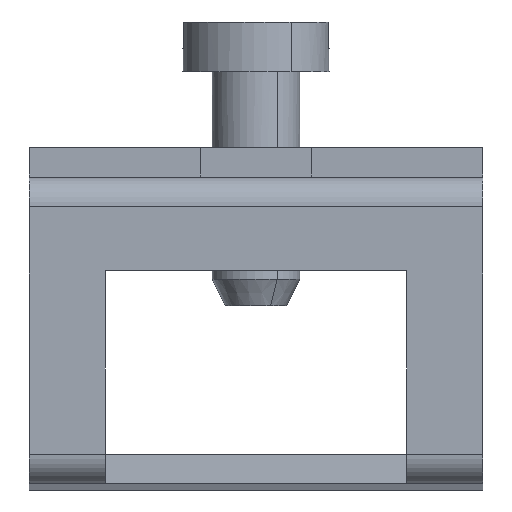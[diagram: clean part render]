
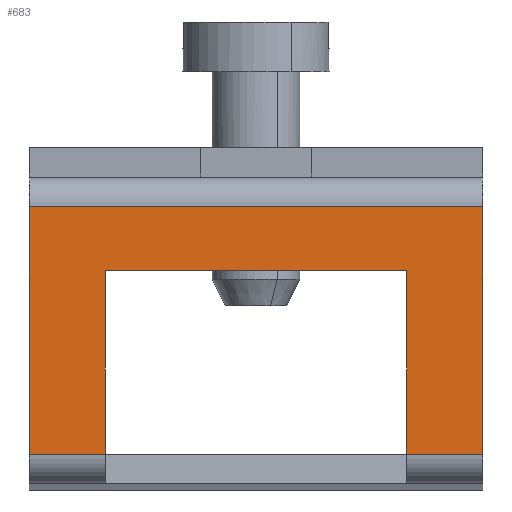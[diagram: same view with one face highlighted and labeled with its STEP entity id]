
A CAD part, left-side view. The second image highlights one B-rep face of the part: STEP entity #683.
In plain terms, the highlighted planar face has unit normal (-1, 0, 0).
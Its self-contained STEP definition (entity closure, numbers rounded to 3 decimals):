
#624=AXIS2_PLACEMENT_3D('Plane Axis2P3D',#621,#622,#623) ;
#364=CARTESIAN_POINT('Vertex',(0.,15.5,9.679)) ;
#367=CARTESIAN_POINT('Line Origine',(0.,7.75,9.679)) ;
#371=CARTESIAN_POINT('Vertex',(0.,0.,9.679)) ;
#621=CARTESIAN_POINT('Axis2P3D Location',(0.,7.75,1.211)) ;
#626=CARTESIAN_POINT('Line Origine',(0.,15.5,5.45)) ;
#630=CARTESIAN_POINT('Vertex',(0.,15.5,1.219)) ;
#633=CARTESIAN_POINT('Line Origine',(0.,7.75,1.219)) ;
#637=CARTESIAN_POINT('Vertex',(0.,12.9,1.219)) ;
#640=CARTESIAN_POINT('Line Origine',(0.,12.9,5.45)) ;
#644=CARTESIAN_POINT('Vertex',(0.,12.9,7.5)) ;
#647=CARTESIAN_POINT('Line Origine',(0.,7.75,7.5)) ;
#651=CARTESIAN_POINT('Vertex',(0.,2.6,7.5)) ;
#654=CARTESIAN_POINT('Line Origine',(0.,2.6,5.45)) ;
#658=CARTESIAN_POINT('Vertex',(0.,2.6,1.219)) ;
#661=CARTESIAN_POINT('Line Origine',(0.,7.75,1.219)) ;
#665=CARTESIAN_POINT('Vertex',(0.,0.,1.219)) ;
#668=CARTESIAN_POINT('Line Origine',(0.,0.,5.45)) ;
#368=DIRECTION('Vector Direction',(0.,-1.,0.)) ;
#622=DIRECTION('Axis2P3D Direction',(-1.,0.,0.)) ;
#623=DIRECTION('Axis2P3D XDirection',(0.,-1.,0.)) ;
#627=DIRECTION('Vector Direction',(0.,0.,1.)) ;
#634=DIRECTION('Vector Direction',(0.,-1.,0.)) ;
#641=DIRECTION('Vector Direction',(0.,0.,1.)) ;
#648=DIRECTION('Vector Direction',(0.,-1.,0.)) ;
#655=DIRECTION('Vector Direction',(0.,0.,1.)) ;
#662=DIRECTION('Vector Direction',(0.,-1.,0.)) ;
#669=DIRECTION('Vector Direction',(0.,0.,1.)) ;
#369=VECTOR('Line Direction',#368,1.) ;
#628=VECTOR('Line Direction',#627,1.) ;
#635=VECTOR('Line Direction',#634,1.) ;
#642=VECTOR('Line Direction',#641,1.) ;
#649=VECTOR('Line Direction',#648,1.) ;
#656=VECTOR('Line Direction',#655,1.) ;
#663=VECTOR('Line Direction',#662,1.) ;
#670=VECTOR('Line Direction',#669,1.) ;
#674=ORIENTED_EDGE('',*,*,#632,.F.) ;
#675=ORIENTED_EDGE('',*,*,#639,.T.) ;
#676=ORIENTED_EDGE('',*,*,#646,.T.) ;
#677=ORIENTED_EDGE('',*,*,#653,.T.) ;
#678=ORIENTED_EDGE('',*,*,#660,.F.) ;
#679=ORIENTED_EDGE('',*,*,#667,.T.) ;
#680=ORIENTED_EDGE('',*,*,#672,.F.) ;
#681=ORIENTED_EDGE('',*,*,#373,.T.) ;
#683=ADVANCED_FACE('V1',(#682),#625,.T.) ;
#373=EDGE_CURVE('',#372,#365,#370,.F.) ;
#632=EDGE_CURVE('',#631,#365,#629,.T.) ;
#639=EDGE_CURVE('',#631,#638,#636,.T.) ;
#646=EDGE_CURVE('',#638,#645,#643,.T.) ;
#653=EDGE_CURVE('',#645,#652,#650,.T.) ;
#660=EDGE_CURVE('',#659,#652,#657,.T.) ;
#667=EDGE_CURVE('',#659,#666,#664,.T.) ;
#672=EDGE_CURVE('',#372,#666,#671,.F.) ;
#673=EDGE_LOOP('',(#674,#675,#676,#677,#678,#679,#680,#681)) ;
#682=FACE_OUTER_BOUND('',#673,.T.) ;
#370=LINE('Line',#367,#369) ;
#629=LINE('Line',#626,#628) ;
#636=LINE('Line',#633,#635) ;
#643=LINE('Line',#640,#642) ;
#650=LINE('Line',#647,#649) ;
#657=LINE('Line',#654,#656) ;
#664=LINE('Line',#661,#663) ;
#671=LINE('Line',#668,#670) ;
#625=PLANE('',#624) ;
#365=VERTEX_POINT('',#364) ;
#372=VERTEX_POINT('',#371) ;
#631=VERTEX_POINT('',#630) ;
#638=VERTEX_POINT('',#637) ;
#645=VERTEX_POINT('',#644) ;
#652=VERTEX_POINT('',#651) ;
#659=VERTEX_POINT('',#658) ;
#666=VERTEX_POINT('',#665) ;
